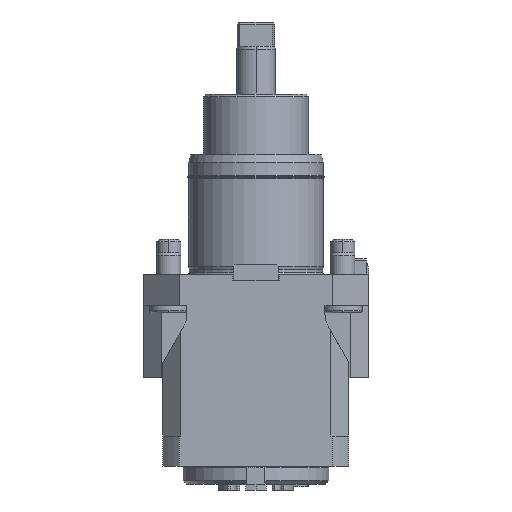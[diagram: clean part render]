
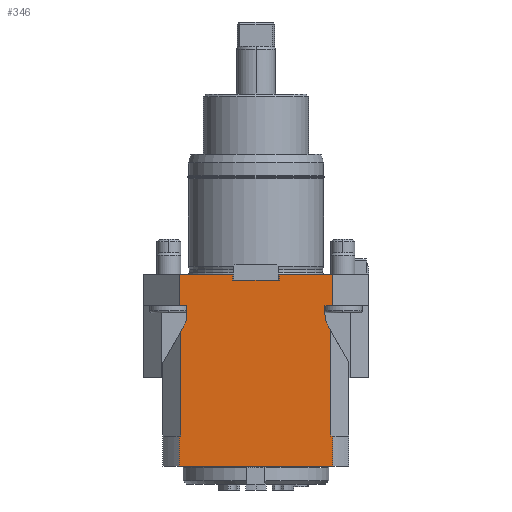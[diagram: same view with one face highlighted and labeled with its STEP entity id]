
A CAD part, left-side view. The second image highlights one B-rep face of the part: STEP entity #346.
In plain terms, the highlighted planar face has unit normal (-1, 0, 0).
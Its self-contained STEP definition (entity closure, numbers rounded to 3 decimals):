
#124=CARTESIAN_POINT('',(-64.5,25.51,-54.));
#125=VERTEX_POINT('',#124);
#126=CARTESIAN_POINT('',(-64.5,25.51,-64.));
#127=VERTEX_POINT('',#126);
#128=CARTESIAN_POINT('',(-64.5,25.51,-54.));
#129=DIRECTION('',(-0.,0.,-1.));
#130=VECTOR('',#129,10.);
#131=LINE('',#128,#130);
#132=EDGE_CURVE('',#125,#127,#131,.T.);
#152=CARTESIAN_POINT('',(-64.5,37.5,0.));
#153=DIRECTION('',(-1.,0.,0.));
#154=DIRECTION('',(-0.,-0.,-1.));
#155=AXIS2_PLACEMENT_3D('',#152,#153,#154);
#156=PLANE('',#155);
#157=CARTESIAN_POINT('',(-64.5,-25.51,-54.));
#158=VERTEX_POINT('',#157);
#159=CARTESIAN_POINT('',(-64.5,-25.51,-64.));
#160=VERTEX_POINT('',#159);
#161=CARTESIAN_POINT('',(-64.5,-25.51,-54.));
#162=DIRECTION('',(0.,0.,-1.));
#163=VECTOR('',#162,10.);
#164=LINE('',#161,#163);
#165=EDGE_CURVE('',#158,#160,#164,.T.);
#166=ORIENTED_EDGE('',*,*,#165,.F.);
#167=CARTESIAN_POINT('',(-64.5,-25.,-54.));
#168=VERTEX_POINT('',#167);
#169=CARTESIAN_POINT('',(-64.5,-25.,-54.));
#170=DIRECTION('',(0.,-1.,0.));
#171=VECTOR('',#170,0.51);
#172=LINE('',#169,#171);
#173=EDGE_CURVE('',#168,#158,#172,.T.);
#174=ORIENTED_EDGE('',*,*,#173,.F.);
#175=CARTESIAN_POINT('',(-64.5,-25.,-19.108));
#176=VERTEX_POINT('',#175);
#177=CARTESIAN_POINT('',(-64.5,-25.,-19.108));
#178=DIRECTION('',(0.,0.,-1.));
#179=VECTOR('',#178,34.892);
#180=LINE('',#177,#179);
#181=EDGE_CURVE('',#176,#168,#180,.T.);
#182=ORIENTED_EDGE('',*,*,#181,.F.);
#183=CARTESIAN_POINT('',(-64.5,-24.072,-17.5));
#184=VERTEX_POINT('',#183);
#185=CARTESIAN_POINT('',(-64.5,-25.,-19.108));
#186=DIRECTION('',(0.,0.5,0.866));
#187=VECTOR('',#186,1.856);
#188=LINE('',#185,#187);
#189=EDGE_CURVE('',#176,#184,#188,.T.);
#190=ORIENTED_EDGE('',*,*,#189,.T.);
#191=CARTESIAN_POINT('',(-64.5,-23.273,-15.571));
#192=VERTEX_POINT('',#191);
#193=CARTESIAN_POINT('',(-64.5,-31.,-13.5));
#194=DIRECTION('',(-1.,0.,0.));
#195=DIRECTION('',(0.,0.966,-0.259));
#196=AXIS2_PLACEMENT_3D('',#193,#194,#195);
#197=CIRCLE('',#196,8.);
#198=EDGE_CURVE('',#192,#184,#197,.T.);
#199=ORIENTED_EDGE('',*,*,#198,.F.);
#200=CARTESIAN_POINT('',(-64.5,-23.,-13.5));
#201=VERTEX_POINT('',#200);
#202=CARTESIAN_POINT('',(-64.5,-31.,-13.5));
#203=DIRECTION('',(-1.,0.,0.));
#204=DIRECTION('',(0.,0.966,-0.259));
#205=AXIS2_PLACEMENT_3D('',#202,#203,#204);
#206=CIRCLE('',#205,8.);
#207=EDGE_CURVE('',#201,#192,#206,.T.);
#208=ORIENTED_EDGE('',*,*,#207,.F.);
#209=CARTESIAN_POINT('',(-64.5,-23.,-10.5));
#210=VERTEX_POINT('',#209);
#211=CARTESIAN_POINT('',(-64.5,-23.,-13.5));
#212=DIRECTION('',(0.,0.,1.));
#213=VECTOR('',#212,3.);
#214=LINE('',#211,#213);
#215=EDGE_CURVE('',#201,#210,#214,.T.);
#216=ORIENTED_EDGE('',*,*,#215,.T.);
#217=CARTESIAN_POINT('',(-64.5,-25.5,-10.5));
#218=VERTEX_POINT('',#217);
#219=CARTESIAN_POINT('',(-64.5,-23.,-10.5));
#220=DIRECTION('',(0.,-1.,0.));
#221=VECTOR('',#220,2.5);
#222=LINE('',#219,#221);
#223=EDGE_CURVE('',#210,#218,#222,.T.);
#224=ORIENTED_EDGE('',*,*,#223,.T.);
#225=CARTESIAN_POINT('',(-64.5,-25.5,0.));
#226=VERTEX_POINT('',#225);
#227=CARTESIAN_POINT('',(-64.5,-25.5,0.));
#228=DIRECTION('',(0.,0.,-1.));
#229=VECTOR('',#228,10.5);
#230=LINE('',#227,#229);
#231=EDGE_CURVE('',#226,#218,#230,.T.);
#232=ORIENTED_EDGE('',*,*,#231,.F.);
#233=CARTESIAN_POINT('',(-64.5,-7.768,0.));
#234=VERTEX_POINT('',#233);
#235=CARTESIAN_POINT('',(-64.5,-7.768,0.));
#236=DIRECTION('',(0.,-1.,0.));
#237=VECTOR('',#236,17.732);
#238=LINE('',#235,#237);
#239=EDGE_CURVE('',#234,#226,#238,.T.);
#240=ORIENTED_EDGE('',*,*,#239,.F.);
#241=CARTESIAN_POINT('',(-64.5,-7.768,-2.));
#242=VERTEX_POINT('',#241);
#243=CARTESIAN_POINT('',(-64.5,-7.768,-2.));
#244=DIRECTION('',(0.,0.,1.));
#245=VECTOR('',#244,2.);
#246=LINE('',#243,#245);
#247=EDGE_CURVE('',#242,#234,#246,.T.);
#248=ORIENTED_EDGE('',*,*,#247,.F.);
#249=CARTESIAN_POINT('',(-64.5,7.768,-2.));
#250=VERTEX_POINT('',#249);
#251=CARTESIAN_POINT('',(-64.5,7.768,-2.));
#252=DIRECTION('',(0.,-1.,0.));
#253=VECTOR('',#252,15.536);
#254=LINE('',#251,#253);
#255=EDGE_CURVE('',#250,#242,#254,.T.);
#256=ORIENTED_EDGE('',*,*,#255,.F.);
#257=CARTESIAN_POINT('',(-64.5,7.768,0.));
#258=VERTEX_POINT('',#257);
#259=CARTESIAN_POINT('',(-64.5,7.768,0.));
#260=DIRECTION('',(0.,0.,-1.));
#261=VECTOR('',#260,2.);
#262=LINE('',#259,#261);
#263=EDGE_CURVE('',#258,#250,#262,.T.);
#264=ORIENTED_EDGE('',*,*,#263,.F.);
#265=CARTESIAN_POINT('',(-64.5,25.5,0.));
#266=VERTEX_POINT('',#265);
#267=CARTESIAN_POINT('',(-64.5,25.5,0.));
#268=DIRECTION('',(0.,-1.,0.));
#269=VECTOR('',#268,17.732);
#270=LINE('',#267,#269);
#271=EDGE_CURVE('',#266,#258,#270,.T.);
#272=ORIENTED_EDGE('',*,*,#271,.F.);
#273=CARTESIAN_POINT('',(-64.5,25.5,-10.5));
#274=VERTEX_POINT('',#273);
#275=CARTESIAN_POINT('',(-64.5,25.5,-10.5));
#276=DIRECTION('',(0.,0.,1.));
#277=VECTOR('',#276,10.5);
#278=LINE('',#275,#277);
#279=EDGE_CURVE('',#274,#266,#278,.T.);
#280=ORIENTED_EDGE('',*,*,#279,.F.);
#281=CARTESIAN_POINT('',(-64.5,23.,-10.5));
#282=VERTEX_POINT('',#281);
#283=CARTESIAN_POINT('',(-64.5,25.5,-10.5));
#284=DIRECTION('',(-0.,-1.,0.));
#285=VECTOR('',#284,2.5);
#286=LINE('',#283,#285);
#287=EDGE_CURVE('',#274,#282,#286,.T.);
#288=ORIENTED_EDGE('',*,*,#287,.T.);
#289=CARTESIAN_POINT('',(-64.5,23.,-13.5));
#290=VERTEX_POINT('',#289);
#291=CARTESIAN_POINT('',(-64.5,23.,-10.5));
#292=DIRECTION('',(0.,0.,-1.));
#293=VECTOR('',#292,3.);
#294=LINE('',#291,#293);
#295=EDGE_CURVE('',#282,#290,#294,.T.);
#296=ORIENTED_EDGE('',*,*,#295,.T.);
#297=CARTESIAN_POINT('',(-64.5,23.273,-15.571));
#298=VERTEX_POINT('',#297);
#299=CARTESIAN_POINT('',(-64.5,31.,-13.5));
#300=DIRECTION('',(-1.,0.,0.));
#301=DIRECTION('',(-0.,-0.966,-0.259));
#302=AXIS2_PLACEMENT_3D('',#299,#300,#301);
#303=CIRCLE('',#302,8.);
#304=EDGE_CURVE('',#298,#290,#303,.T.);
#305=ORIENTED_EDGE('',*,*,#304,.F.);
#306=CARTESIAN_POINT('',(-64.5,24.072,-17.5));
#307=VERTEX_POINT('',#306);
#308=CARTESIAN_POINT('',(-64.5,31.,-13.5));
#309=DIRECTION('',(-1.,0.,0.));
#310=DIRECTION('',(-0.,-0.966,-0.259));
#311=AXIS2_PLACEMENT_3D('',#308,#309,#310);
#312=CIRCLE('',#311,8.);
#313=EDGE_CURVE('',#307,#298,#312,.T.);
#314=ORIENTED_EDGE('',*,*,#313,.F.);
#315=CARTESIAN_POINT('',(-64.5,25.,-19.108));
#316=VERTEX_POINT('',#315);
#317=CARTESIAN_POINT('',(-64.5,24.072,-17.5));
#318=DIRECTION('',(0.,0.5,-0.866));
#319=VECTOR('',#318,1.856);
#320=LINE('',#317,#319);
#321=EDGE_CURVE('',#307,#316,#320,.T.);
#322=ORIENTED_EDGE('',*,*,#321,.T.);
#323=CARTESIAN_POINT('',(-64.5,25.,-54.));
#324=VERTEX_POINT('',#323);
#325=CARTESIAN_POINT('',(-64.5,25.,-54.));
#326=DIRECTION('',(0.,0.,1.));
#327=VECTOR('',#326,34.892);
#328=LINE('',#325,#327);
#329=EDGE_CURVE('',#324,#316,#328,.T.);
#330=ORIENTED_EDGE('',*,*,#329,.F.);
#331=CARTESIAN_POINT('',(-64.5,25.51,-54.));
#332=DIRECTION('',(0.,-1.,0.));
#333=VECTOR('',#332,0.51);
#334=LINE('',#331,#333);
#335=EDGE_CURVE('',#125,#324,#334,.T.);
#336=ORIENTED_EDGE('',*,*,#335,.F.);
#337=ORIENTED_EDGE('',*,*,#132,.T.);
#338=CARTESIAN_POINT('',(-64.5,25.51,-64.));
#339=DIRECTION('',(0.,-1.,0.));
#340=VECTOR('',#339,51.02);
#341=LINE('',#338,#340);
#342=EDGE_CURVE('',#127,#160,#341,.T.);
#343=ORIENTED_EDGE('',*,*,#342,.T.);
#344=EDGE_LOOP('',(#166,#174,#182,#190,#199,#208,#216,#224,#232,#240,#248,#256,#264,#272,#280,#288,#296,#305,#314,#322,#330,#336,#337,#343));
#345=FACE_BOUND('',#344,.T.);
#346=ADVANCED_FACE('',(#345),#156,.T.);
